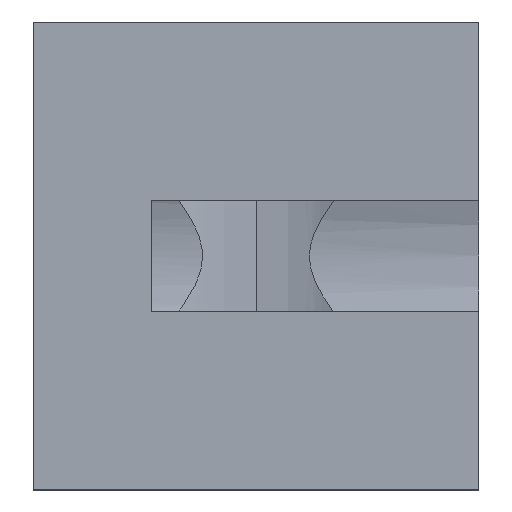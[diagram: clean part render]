
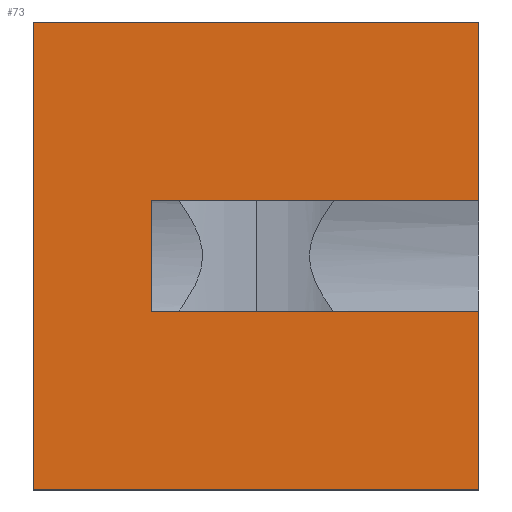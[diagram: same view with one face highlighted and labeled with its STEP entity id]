
A CAD part, left-side view. The second image highlights one B-rep face of the part: STEP entity #73.
In plain terms, the highlighted planar face has unit normal (-1, 0, 0).
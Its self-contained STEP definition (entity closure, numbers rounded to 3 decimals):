
#13 = DIRECTION ( 'NONE',  ( 0., 0., 1. ) ) ;
#19 = DIRECTION ( 'NONE',  ( 0., 0., 1. ) ) ;
#40 = EDGE_CURVE ( 'NONE', #448, #547, #629, .T. ) ;
#45 = VECTOR ( 'NONE', #13, 1000. ) ;
#54 = EDGE_CURVE ( 'NONE', #459, #535, #752, .T. ) ;
#62 = CARTESIAN_POINT ( 'NONE',  ( 0., 9.525, 0. ) ) ;
#72 = CARTESIAN_POINT ( 'NONE',  ( 0., 9.525, -3.809 ) ) ;
#73 = ADVANCED_FACE ( 'NONE', ( #637 ), #566, .F. ) ;
#75 = ORIENTED_EDGE ( 'NONE', *, *, #187, .F. ) ;
#80 = VECTOR ( 'NONE', #536, 1000. ) ;
#93 = CARTESIAN_POINT ( 'NONE',  ( 0., 0., -3.809 ) ) ;
#103 = VERTEX_POINT ( 'NONE', #562 ) ;
#111 = EDGE_CURVE ( 'NONE', #547, #160, #790, .T. ) ;
#113 = CARTESIAN_POINT ( 'NONE',  ( 0., 7., -6.191 ) ) ;
#153 = LINE ( 'NONE', #678, #621 ) ;
#160 = VERTEX_POINT ( 'NONE', #671 ) ;
#171 = EDGE_CURVE ( 'NONE', #551, #448, #856, .T. ) ;
#180 = CARTESIAN_POINT ( 'NONE',  ( 0., 9.525, -10. ) ) ;
#187 = EDGE_CURVE ( 'NONE', #103, #535, #699, .T. ) ;
#201 = ORIENTED_EDGE ( 'NONE', *, *, #815, .T. ) ;
#209 = CARTESIAN_POINT ( 'NONE',  ( 0., 0., 0. ) ) ;
#216 = ORIENTED_EDGE ( 'NONE', *, *, #292, .F. ) ;
#242 = ORIENTED_EDGE ( 'NONE', *, *, #409, .T. ) ;
#244 = LINE ( 'NONE', #72, #80 ) ;
#249 = DIRECTION ( 'NONE',  ( 0., 1., 0. ) ) ;
#252 = ORIENTED_EDGE ( 'NONE', *, *, #111, .T. ) ;
#292 = EDGE_CURVE ( 'NONE', #563, #103, #153, .T. ) ;
#293 = LINE ( 'NONE', #375, #530 ) ;
#312 = CARTESIAN_POINT ( 'NONE',  ( 0., 0., 0. ) ) ;
#329 = DIRECTION ( 'NONE',  ( 0., 0., 1. ) ) ;
#359 = ORIENTED_EDGE ( 'NONE', *, *, #54, .T. ) ;
#369 = DIRECTION ( 'NONE',  ( 0., -1., 0. ) ) ;
#375 = CARTESIAN_POINT ( 'NONE',  ( 0., 9.525, -10. ) ) ;
#379 = DIRECTION ( 'NONE',  ( 0., 0., 1. ) ) ;
#409 = EDGE_CURVE ( 'NONE', #160, #459, #244, .T. ) ;
#435 = CARTESIAN_POINT ( 'NONE',  ( 0., 0., -10. ) ) ;
#448 = VERTEX_POINT ( 'NONE', #753 ) ;
#454 = VECTOR ( 'NONE', #329, 1000. ) ;
#458 = CARTESIAN_POINT ( 'NONE',  ( 0., 9.525, 0. ) ) ;
#459 = VERTEX_POINT ( 'NONE', #93 ) ;
#502 = CARTESIAN_POINT ( 'NONE',  ( 0., 0., 0. ) ) ;
#505 = ORIENTED_EDGE ( 'NONE', *, *, #171, .T. ) ;
#517 = VECTOR ( 'NONE', #737, 1000. ) ;
#530 = VECTOR ( 'NONE', #369, 1000. ) ;
#535 = VERTEX_POINT ( 'NONE', #502 ) ;
#536 = DIRECTION ( 'NONE',  ( 0., -1., 0. ) ) ;
#547 = VERTEX_POINT ( 'NONE', #113 ) ;
#551 = VERTEX_POINT ( 'NONE', #435 ) ;
#554 = ORIENTED_EDGE ( 'NONE', *, *, #40, .T. ) ;
#562 = CARTESIAN_POINT ( 'NONE',  ( 0., 9.525, 0. ) ) ;
#563 = VERTEX_POINT ( 'NONE', #180 ) ;
#566 = PLANE ( 'NONE',  #754 ) ;
#568 = EDGE_LOOP ( 'NONE', ( #252, #242, #359, #75, #216, #201, #505, #554 ) ) ;
#571 = VECTOR ( 'NONE', #379, 1000. ) ;
#588 = DIRECTION ( 'NONE',  ( 0., 0., -1. ) ) ;
#600 = CARTESIAN_POINT ( 'NONE',  ( 0., 7., 0. ) ) ;
#621 = VECTOR ( 'NONE', #19, 1000. ) ;
#629 = LINE ( 'NONE', #727, #769 ) ;
#637 = FACE_OUTER_BOUND ( 'NONE', #568, .T. ) ;
#671 = CARTESIAN_POINT ( 'NONE',  ( 0., 7., -3.809 ) ) ;
#678 = CARTESIAN_POINT ( 'NONE',  ( 0., 9.525, 0. ) ) ;
#699 = LINE ( 'NONE', #458, #517 ) ;
#727 = CARTESIAN_POINT ( 'NONE',  ( 0., 9.525, -6.191 ) ) ;
#737 = DIRECTION ( 'NONE',  ( 0., -1., 0. ) ) ;
#752 = LINE ( 'NONE', #312, #571 ) ;
#753 = CARTESIAN_POINT ( 'NONE',  ( 0., 0., -6.191 ) ) ;
#754 = AXIS2_PLACEMENT_3D ( 'NONE', #62, #785, #588 ) ;
#769 = VECTOR ( 'NONE', #249, 1000. ) ;
#785 = DIRECTION ( 'NONE',  ( 1., 0., 0. ) ) ;
#790 = LINE ( 'NONE', #600, #454 ) ;
#815 = EDGE_CURVE ( 'NONE', #563, #551, #293, .T. ) ;
#856 = LINE ( 'NONE', #209, #45 ) ;
